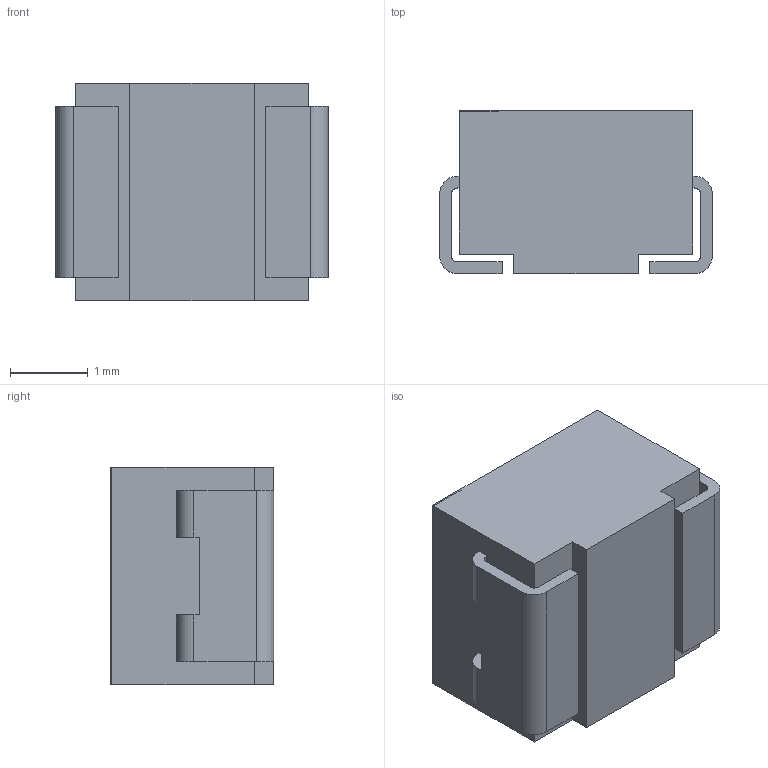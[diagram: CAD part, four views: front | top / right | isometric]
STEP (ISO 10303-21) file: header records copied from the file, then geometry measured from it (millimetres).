
FILE_DESCRIPTION (( 'STEP AP214' ), '1' );
FILE_NAME ('TCJB106M035R0200.STEP', '2020-01-26T04:07:45', ( '' ), ( '' ), 'SwSTEP 2.0', 'SolidWorks 2017', '' );
FILE_SCHEMA (( 'AUTOMOTIVE_DESIGN' ));
Length unit declared in the file: millimetre
Products named in the file (1): TCJB106M035R0200
Bounding box: 3.5 x 2.1 x 2.8 mm (x, y, z)
Volume: 17.8 mm3; surface area: 61.1 mm2
Topology: 4 solids, 4 shells, 62 faces, 162 edges, 108 vertices
Faces by surface type: plane 50, cylinder 12
Entity records: 1951 total; most frequent: CARTESIAN_POINT 333, ORIENTED_EDGE 324, DIRECTION 312, EDGE_CURVE 162, VECTOR 138, LINE 138, VERTEX_POINT 108, AXIS2_PLACEMENT_3D 87
